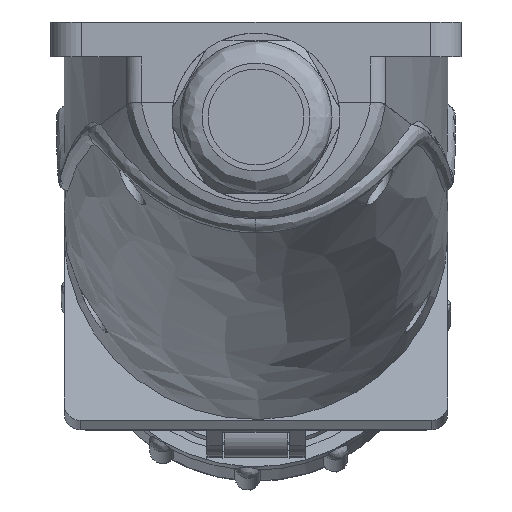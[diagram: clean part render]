
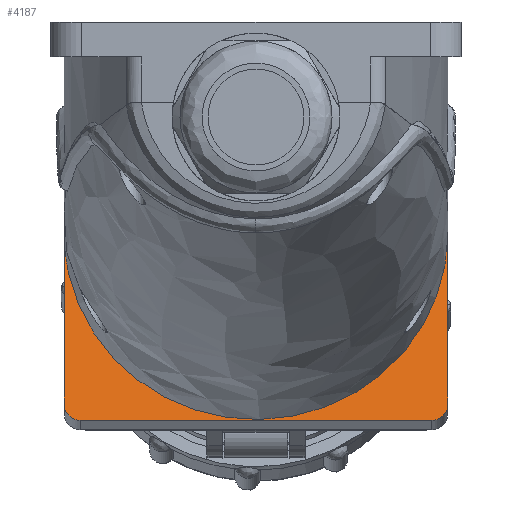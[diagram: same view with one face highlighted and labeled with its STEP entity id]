
A CAD part, front view. The second image highlights one B-rep face of the part: STEP entity #4187.
In plain terms, the highlighted planar face has unit normal (0, -0.966, 0.259).
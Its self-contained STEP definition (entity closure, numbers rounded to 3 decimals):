
#124 = CARTESIAN_POINT ( 'NONE',  ( -89.71, 64.182, -99.908 ) ) ;
#242 = CARTESIAN_POINT ( 'NONE',  ( -102.161, 72.685, -68.173 ) ) ;
#1982 = DIRECTION ( 'NONE',  ( 0., 0.259, 0.966 ) ) ;
#2400 = EDGE_CURVE ( 'NONE', #35223, #36006, #34296, .T. ) ;
#2723 = LINE ( 'NONE', #4483, #30753 ) ;
#2769 = CARTESIAN_POINT ( 'NONE',  ( 6.465, 64.166, -99.967 ) ) ;
#2888 = CARTESIAN_POINT ( 'NONE',  ( -49.569, 58.153, -122.409 ) ) ;
#3016 = CARTESIAN_POINT ( 'NONE',  ( -93.093, 65.449, -95.178 ) ) ;
#3432 = FACE_OUTER_BOUND ( 'NONE', #18980, .T. ) ;
#4187 = ADVANCED_FACE ( 'NONE', ( #3432 ), #30791, .F. ) ;
#4483 = CARTESIAN_POINT ( 'NONE',  ( 13.839, 57.986, -123.032 ) ) ;
#4570 = VERTEX_POINT ( 'NONE', #8507 ) ;
#5554 = CARTESIAN_POINT ( 'NONE',  ( 18.333, 71.673, -71.951 ) ) ;
#5603 = EDGE_CURVE ( 'NONE', #5835, #4570, #18261, .T. ) ;
#5675 = CARTESIAN_POINT ( 'NONE',  ( -1.661, 61.918, -108.357 ) ) ;
#5802 = CARTESIAN_POINT ( 'NONE',  ( -61.153, 58.852, -119.8 ) ) ;
#5835 = VERTEX_POINT ( 'NONE', #15778 ) ;
#5922 = CARTESIAN_POINT ( 'NONE',  ( -95.948, 66.794, -90.158 ) ) ;
#6364 = DIRECTION ( 'NONE',  ( 0., -0.259, -0.966 ) ) ;
#6372 = VERTEX_POINT ( 'NONE', #31452 ) ;
#7680 = B_SPLINE_CURVE_WITH_KNOTS ( 'NONE', 3,
 ( #11182, #14109, #22833, #5554, #25748, #8433, #28666, #11308, #31596, #14237, #34534, #17134, #37451, #20044, #2769, #22966, #5675, #25877, #8551, #28789, #11431, #31722, #14356, #34662, #17257, #37562, #20174, #2888, #23082, #5802, #25994, #8667, #28909, #11558, #31842, #14482, #34792, #17376, #124, #20305, #3016, #23202, #5922, #26124, #8785, #29033, #11683, #31978, #14598, #34919, #17504, #242, #20426 ),
 .UNSPECIFIED., .F., .F.,
 ( 4, 1, 2, 2, 2, 2, 2, 2, 2, 2, 2, 2, 2, 2, 2, 2, 2, 2, 2, 2, 2, 1, 2, 2, 1, 2, 2, 4 ),
 ( 0., 0.031, 0.047, 0.062, 0.094, 0.125, 0.156, 0.187, 0.25, 0.312, 0.375, 0.406, 0.437, 0.5, 0.562, 0.625, 0.687, 0.719, 0.75, 0.781, 0.812, 0.844, 0.859, 0.875, 0.906, 0.922, 0.937, 1. ),
 .UNSPECIFIED. ) ;
#7964 = CARTESIAN_POINT ( 'NONE',  ( 18.839, 57.598, -124.481 ) ) ;
#8433 = CARTESIAN_POINT ( 'NONE',  ( 17.876, 70.916, -74.777 ) ) ;
#8507 = CARTESIAN_POINT ( 'NONE',  ( -102.161, 59.28, -118.203 ) ) ;
#8551 = CARTESIAN_POINT ( 'NONE',  ( -11.33, 60.123, -115.055 ) ) ;
#8667 = CARTESIAN_POINT ( 'NONE',  ( -71.992, 60.123, -115.055 ) ) ;
#8785 = CARTESIAN_POINT ( 'NONE',  ( -97.194, 67.493, -87.553 ) ) ;
#9698 = ORIENTED_EDGE ( 'NONE', *, *, #17035, .F. ) ;
#11182 = CARTESIAN_POINT ( 'NONE',  ( 18.839, 73.711, -64.345 ) ) ;
#11308 = CARTESIAN_POINT ( 'NONE',  ( 16.818, 69.664, -79.448 ) ) ;
#11431 = CARTESIAN_POINT ( 'NONE',  ( -20.331, 59.049, -119.065 ) ) ;
#11558 = CARTESIAN_POINT ( 'NONE',  ( -78.54, 61.287, -110.711 ) ) ;
#11683 = CARTESIAN_POINT ( 'NONE',  ( -99.328, 68.927, -82.2 ) ) ;
#13183 = AXIS2_PLACEMENT_3D ( 'NONE', #32106, #14725, #35043 ) ;
#13413 = DIRECTION ( 'NONE',  ( 0., 0.966, -0.259 ) ) ;
#14109 = CARTESIAN_POINT ( 'NONE',  ( 18.839, 73.198, -66.259 ) ) ;
#14237 = CARTESIAN_POINT ( 'NONE',  ( 15.01, 68.205, -84.895 ) ) ;
#14356 = CARTESIAN_POINT ( 'NONE',  ( -25.982, 58.579, -120.82 ) ) ;
#14482 = CARTESIAN_POINT ( 'NONE',  ( -83.065, 62.282, -106.998 ) ) ;
#14598 = CARTESIAN_POINT ( 'NONE',  ( -100.595, 70.162, -77.589 ) ) ;
#14725 = DIRECTION ( 'NONE',  ( 0., 0.966, -0.259 ) ) ;
#15778 = CARTESIAN_POINT ( 'NONE',  ( -102.161, 73.711, -64.345 ) ) ;
#16796 = ORIENTED_EDGE ( 'NONE', *, *, #5603, .T. ) ;
#17035 = EDGE_CURVE ( 'NONE', #6372, #37545, #2723, .T. ) ;
#17134 = CARTESIAN_POINT ( 'NONE',  ( 12.649, 66.792, -90.169 ) ) ;
#17216 = ORIENTED_EDGE ( 'NONE', *, *, #2400, .F. ) ;
#17257 = CARTESIAN_POINT ( 'NONE',  ( -33.75, 58.153, -122.409 ) ) ;
#17376 = CARTESIAN_POINT ( 'NONE',  ( -87.203, 63.39, -102.863 ) ) ;
#17504 = CARTESIAN_POINT ( 'NONE',  ( -101.775, 71.67, -71.963 ) ) ;
#18258 = CIRCLE ( 'NONE', #25062, 5. ) ;
#18261 = LINE ( 'NONE', #29476, #33710 ) ;
#18980 = EDGE_LOOP ( 'NONE', ( #17216, #22672, #16796, #24896, #9698, #19262 ) ) ;
#19249 = DIRECTION ( 'NONE',  ( 0., 0.966, -0.259 ) ) ;
#19262 = ORIENTED_EDGE ( 'NONE', *, *, #27210, .F. ) ;
#19360 = CARTESIAN_POINT ( 'NONE',  ( 18.839, 59.28, -118.203 ) ) ;
#20044 = CARTESIAN_POINT ( 'NONE',  ( 9.773, 65.45, -95.176 ) ) ;
#20174 = CARTESIAN_POINT ( 'NONE',  ( -45.635, 58.053, -122.783 ) ) ;
#20305 = CARTESIAN_POINT ( 'NONE',  ( -90.889, 64.594, -98.369 ) ) ;
#20426 = CARTESIAN_POINT ( 'NONE',  ( -102.161, 73.711, -64.345 ) ) ;
#20795 = EDGE_CURVE ( 'NONE', #35223, #5835, #7680, .T. ) ;
#21662 = CARTESIAN_POINT ( 'NONE',  ( -97.161, 57.986, -123.032 ) ) ;
#22672 = ORIENTED_EDGE ( 'NONE', *, *, #20795, .T. ) ;
#22833 = CARTESIAN_POINT ( 'NONE',  ( 18.695, 72.433, -69.115 ) ) ;
#22966 = CARTESIAN_POINT ( 'NONE',  ( 3.958, 63.374, -102.922 ) ) ;
#23082 = CARTESIAN_POINT ( 'NONE',  ( -57.367, 58.554, -120.91 ) ) ;
#23202 = CARTESIAN_POINT ( 'NONE',  ( -94.617, 66.109, -92.718 ) ) ;
#23713 = CIRCLE ( 'NONE', #13183, 5. ) ;
#24896 = ORIENTED_EDGE ( 'NONE', *, *, #28407, .F. ) ;
#25062 = AXIS2_PLACEMENT_3D ( 'NONE', #30788, #13413, #33723 ) ;
#25748 = CARTESIAN_POINT ( 'NONE',  ( 18.044, 71.168, -73.837 ) ) ;
#25877 = CARTESIAN_POINT ( 'NONE',  ( -4.719, 61.268, -110.784 ) ) ;
#25994 = CARTESIAN_POINT ( 'NONE',  ( -68.501, 59.64, -116.859 ) ) ;
#26124 = CARTESIAN_POINT ( 'NONE',  ( -96.793, 67.258, -88.429 ) ) ;
#26533 = VECTOR ( 'NONE', #34067, 1000. ) ;
#26619 = CARTESIAN_POINT ( 'NONE',  ( 18.839, 73.711, -64.345 ) ) ;
#26963 = AXIS2_PLACEMENT_3D ( 'NONE', #36652, #19249, #1982 ) ;
#27210 = EDGE_CURVE ( 'NONE', #36006, #6372, #18258, .T. ) ;
#28407 = EDGE_CURVE ( 'NONE', #37545, #4570, #23713, .T. ) ;
#28666 = CARTESIAN_POINT ( 'NONE',  ( 17.297, 70.161, -77.596 ) ) ;
#28789 = CARTESIAN_POINT ( 'NONE',  ( -14.821, 59.64, -116.859 ) ) ;
#28909 = CARTESIAN_POINT ( 'NONE',  ( -76.949, 60.982, -111.852 ) ) ;
#29033 = CARTESIAN_POINT ( 'NONE',  ( -98.331, 68.204, -84.897 ) ) ;
#29476 = CARTESIAN_POINT ( 'NONE',  ( -102.161, 57.598, -124.481 ) ) ;
#30753 = VECTOR ( 'NONE', #36254, 1000. ) ;
#30788 = CARTESIAN_POINT ( 'NONE',  ( 13.839, 59.28, -118.203 ) ) ;
#30791 = PLANE ( 'NONE',  #26963 ) ;
#31452 = CARTESIAN_POINT ( 'NONE',  ( 13.839, 57.986, -123.032 ) ) ;
#31596 = CARTESIAN_POINT ( 'NONE',  ( 15.674, 68.686, -83.098 ) ) ;
#31722 = CARTESIAN_POINT ( 'NONE',  ( -22.195, 58.876, -119.71 ) ) ;
#31842 = CARTESIAN_POINT ( 'NONE',  ( -81.597, 61.937, -108.285 ) ) ;
#31978 = CARTESIAN_POINT ( 'NONE',  ( -100.116, 69.666, -79.442 ) ) ;
#32106 = CARTESIAN_POINT ( 'NONE',  ( -97.161, 59.28, -118.203 ) ) ;
#33710 = VECTOR ( 'NONE', #6364, 1000. ) ;
#33723 = DIRECTION ( 'NONE',  ( 0., -0.259, -0.966 ) ) ;
#34067 = DIRECTION ( 'NONE',  ( 0., -0.259, -0.966 ) ) ;
#34296 = LINE ( 'NONE', #7964, #26533 ) ;
#34534 = CARTESIAN_POINT ( 'NONE',  ( 13.493, 67.255, -88.44 ) ) ;
#34662 = CARTESIAN_POINT ( 'NONE',  ( -27.905, 58.454, -121.285 ) ) ;
#34792 = CARTESIAN_POINT ( 'NONE',  ( -85.874, 63.01, -104.281 ) ) ;
#34919 = CARTESIAN_POINT ( 'NONE',  ( -100.812, 70.413, -76.654 ) ) ;
#35043 = DIRECTION ( 'NONE',  ( 0., -0.259, -0.966 ) ) ;
#35223 = VERTEX_POINT ( 'NONE', #26619 ) ;
#36006 = VERTEX_POINT ( 'NONE', #19360 ) ;
#36254 = DIRECTION ( 'NONE',  ( -1., 0., 0. ) ) ;
#36652 = CARTESIAN_POINT ( 'NONE',  ( 18.839, 57.598, -124.481 ) ) ;
#37451 = CARTESIAN_POINT ( 'NONE',  ( 10.788, 65.889, -93.537 ) ) ;
#37545 = VERTEX_POINT ( 'NONE', #21662 ) ;
#37562 = CARTESIAN_POINT ( 'NONE',  ( -37.687, 58.053, -122.783 ) ) ;
